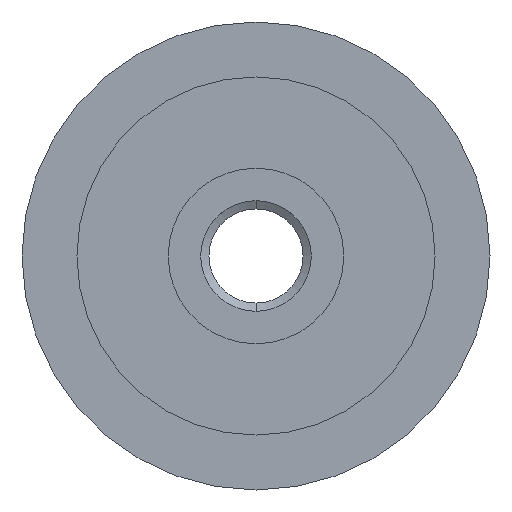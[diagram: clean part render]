
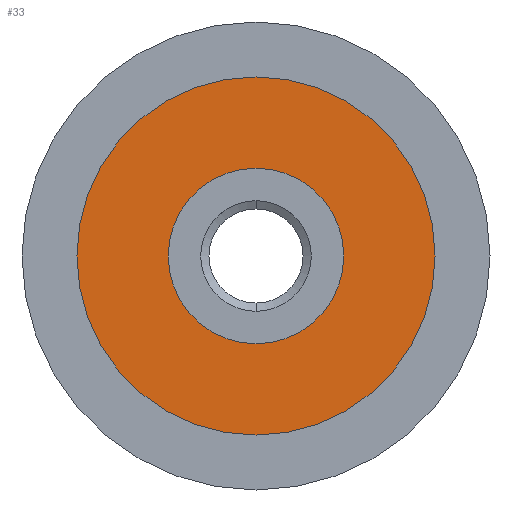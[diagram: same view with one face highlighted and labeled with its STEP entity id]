
A CAD part, front view. The second image highlights one B-rep face of the part: STEP entity #33.
In plain terms, the highlighted planar face has unit normal (0, -1, 0).
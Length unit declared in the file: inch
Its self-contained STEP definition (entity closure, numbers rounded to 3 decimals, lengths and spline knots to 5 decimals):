
#11 = EDGE_CURVE ( 'NONE', #609, #114, #70, .T. ) ;
#33 = ADVANCED_FACE ( 'NONE', ( #615, #766 ), #489, .T. ) ;
#39 = CARTESIAN_POINT ( 'NONE',  ( 0., 0.06, 0. ) ) ;
#44 = AXIS2_PLACEMENT_3D ( 'NONE', #752, #684, #416 ) ;
#66 = ORIENTED_EDGE ( 'NONE', *, *, #729, .T. ) ;
#68 = CARTESIAN_POINT ( 'NONE',  ( 0., 0.06, 0. ) ) ;
#70 = CIRCLE ( 'NONE', #44, 0.3825 ) ;
#76 = AXIS2_PLACEMENT_3D ( 'NONE', #39, #533, #113 ) ;
#80 = CIRCLE ( 'NONE', #76, 0.1875 ) ;
#101 = EDGE_CURVE ( 'NONE', #763, #465, #550, .T. ) ;
#110 = CIRCLE ( 'NONE', #131, 0.3825 ) ;
#113 = DIRECTION ( 'NONE',  ( 0., 0., -1. ) ) ;
#114 = VERTEX_POINT ( 'NONE', #641 ) ;
#121 = ORIENTED_EDGE ( 'NONE', *, *, #11, .T. ) ;
#131 = AXIS2_PLACEMENT_3D ( 'NONE', #393, #862, #459 ) ;
#143 = EDGE_LOOP ( 'NONE', ( #498, #650 ) ) ;
#208 = DIRECTION ( 'NONE',  ( 0., 0., -1. ) ) ;
#225 = CARTESIAN_POINT ( 'NONE',  ( 0., 0.06, 0.1875 ) ) ;
#246 = CARTESIAN_POINT ( 'NONE',  ( 0., 0.06, -0.1875 ) ) ;
#256 = CARTESIAN_POINT ( 'NONE',  ( 0., 0.06, -0.3825 ) ) ;
#286 = DIRECTION ( 'NONE',  ( 0., -1., 0. ) ) ;
#338 = AXIS2_PLACEMENT_3D ( 'NONE', #418, #687, #208 ) ;
#393 = CARTESIAN_POINT ( 'NONE',  ( 0., 0.06, 0. ) ) ;
#416 = DIRECTION ( 'NONE',  ( 0., 0., -1. ) ) ;
#418 = CARTESIAN_POINT ( 'NONE',  ( 0., 0.06, 0. ) ) ;
#459 = DIRECTION ( 'NONE',  ( 0., 0., -1. ) ) ;
#465 = VERTEX_POINT ( 'NONE', #225 ) ;
#478 = AXIS2_PLACEMENT_3D ( 'NONE', #68, #286, #694 ) ;
#489 = PLANE ( 'NONE',  #338 ) ;
#498 = ORIENTED_EDGE ( 'NONE', *, *, #768, .F. ) ;
#533 = DIRECTION ( 'NONE',  ( 0., -1., 0. ) ) ;
#550 = CIRCLE ( 'NONE', #478, 0.1875 ) ;
#609 = VERTEX_POINT ( 'NONE', #256 ) ;
#615 = FACE_BOUND ( 'NONE', #143, .T. ) ;
#617 = EDGE_LOOP ( 'NONE', ( #121, #66 ) ) ;
#641 = CARTESIAN_POINT ( 'NONE',  ( 0., 0.06, 0.3825 ) ) ;
#650 = ORIENTED_EDGE ( 'NONE', *, *, #101, .F. ) ;
#684 = DIRECTION ( 'NONE',  ( 0., -1., 0. ) ) ;
#687 = DIRECTION ( 'NONE',  ( 0., -1., 0. ) ) ;
#694 = DIRECTION ( 'NONE',  ( 0., 0., -1. ) ) ;
#729 = EDGE_CURVE ( 'NONE', #114, #609, #110, .T. ) ;
#752 = CARTESIAN_POINT ( 'NONE',  ( 0., 0.06, 0. ) ) ;
#763 = VERTEX_POINT ( 'NONE', #246 ) ;
#766 = FACE_OUTER_BOUND ( 'NONE', #617, .T. ) ;
#768 = EDGE_CURVE ( 'NONE', #465, #763, #80, .T. ) ;
#862 = DIRECTION ( 'NONE',  ( 0., -1., 0. ) ) ;
